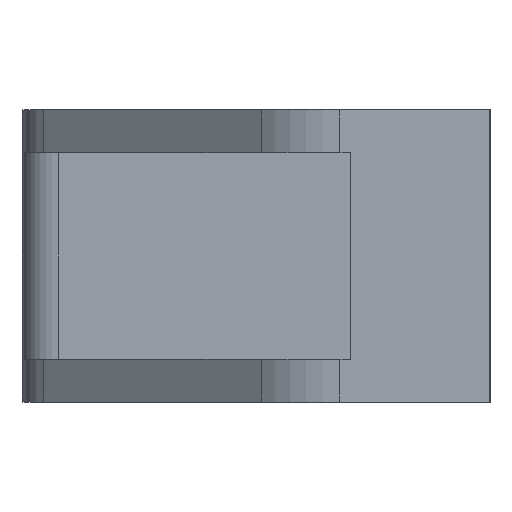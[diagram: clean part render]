
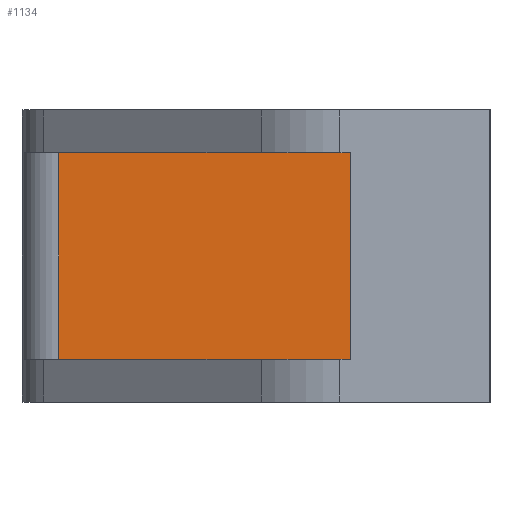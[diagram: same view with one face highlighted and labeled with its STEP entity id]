
A CAD part, left-side view. The second image highlights one B-rep face of the part: STEP entity #1134.
In plain terms, the highlighted planar face has unit normal (-1, 0, 0).
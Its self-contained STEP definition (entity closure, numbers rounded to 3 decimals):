
#149 = EDGE_CURVE ( 'NONE', #992, #6339, #3358, .T. ) ;
#172 = CARTESIAN_POINT ( 'NONE',  ( -20.626, 11.441, 20.5 ) ) ;
#992 = VERTEX_POINT ( 'NONE', #3956 ) ;
#1038 = ORIENTED_EDGE ( 'NONE', *, *, #149, .F. ) ;
#1113 = VECTOR ( 'NONE', #1427, 1000. ) ;
#1134 = ADVANCED_FACE ( 'NONE', ( #2083 ), #6716, .F. ) ;
#1300 = LINE ( 'NONE', #1417, #1113 ) ;
#1417 = CARTESIAN_POINT ( 'NONE',  ( -20.626, 11.441, 3.5 ) ) ;
#1427 = DIRECTION ( 'NONE',  ( 0., 0., -1. ) ) ;
#1489 = LINE ( 'NONE', #2799, #1495 ) ;
#1495 = VECTOR ( 'NONE', #2746, 1000. ) ;
#1817 = AXIS2_PLACEMENT_3D ( 'NONE', #6612, #6537, #6530 ) ;
#1874 = VECTOR ( 'NONE', #6310, 1000. ) ;
#1947 = LINE ( 'NONE', #6076, #1874 ) ;
#2083 = FACE_OUTER_BOUND ( 'NONE', #4226, .T. ) ;
#2149 = CARTESIAN_POINT ( 'NONE',  ( -20.626, 35.441, 3.5 ) ) ;
#2746 = DIRECTION ( 'NONE',  ( 0., 0., -1. ) ) ;
#2799 = CARTESIAN_POINT ( 'NONE',  ( -20.626, 35.441, 3.5 ) ) ;
#3061 = CARTESIAN_POINT ( 'NONE',  ( -20.626, 35.441, 20.5 ) ) ;
#3342 = VECTOR ( 'NONE', #5870, 1000. ) ;
#3358 = LINE ( 'NONE', #5896, #3342 ) ;
#3685 = ORIENTED_EDGE ( 'NONE', *, *, #4054, .T. ) ;
#3956 = CARTESIAN_POINT ( 'NONE',  ( -20.626, 11.441, 3.5 ) ) ;
#4010 = ORIENTED_EDGE ( 'NONE', *, *, #4238, .F. ) ;
#4054 = EDGE_CURVE ( 'NONE', #6314, #4167, #1947, .T. ) ;
#4167 = VERTEX_POINT ( 'NONE', #3061 ) ;
#4226 = EDGE_LOOP ( 'NONE', ( #3685, #6912, #1038, #4010 ) ) ;
#4238 = EDGE_CURVE ( 'NONE', #6314, #992, #1300, .T. ) ;
#5870 = DIRECTION ( 'NONE',  ( 0., 1., 0. ) ) ;
#5896 = CARTESIAN_POINT ( 'NONE',  ( -20.626, 11.441, 3.5 ) ) ;
#6076 = CARTESIAN_POINT ( 'NONE',  ( -20.626, 11.441, 20.5 ) ) ;
#6310 = DIRECTION ( 'NONE',  ( 0., 1., 0. ) ) ;
#6314 = VERTEX_POINT ( 'NONE', #172 ) ;
#6339 = VERTEX_POINT ( 'NONE', #2149 ) ;
#6530 = DIRECTION ( 'NONE',  ( 0., 0., -1. ) ) ;
#6537 = DIRECTION ( 'NONE',  ( 1., 0., 0. ) ) ;
#6612 = CARTESIAN_POINT ( 'NONE',  ( -20.626, 11.441, 3.5 ) ) ;
#6716 = PLANE ( 'NONE',  #1817 ) ;
#6912 = ORIENTED_EDGE ( 'NONE', *, *, #7012, .T. ) ;
#7012 = EDGE_CURVE ( 'NONE', #4167, #6339, #1489, .T. ) ;
